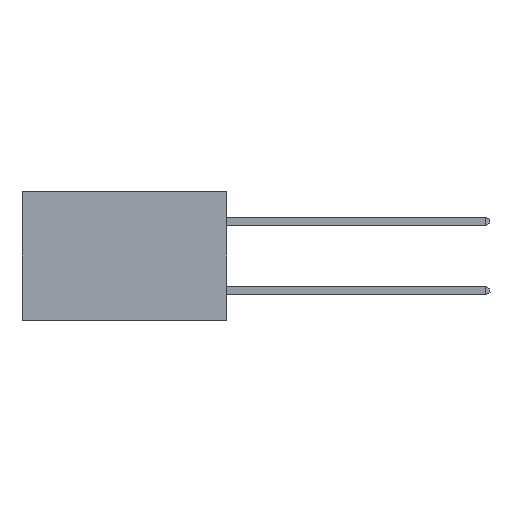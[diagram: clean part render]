
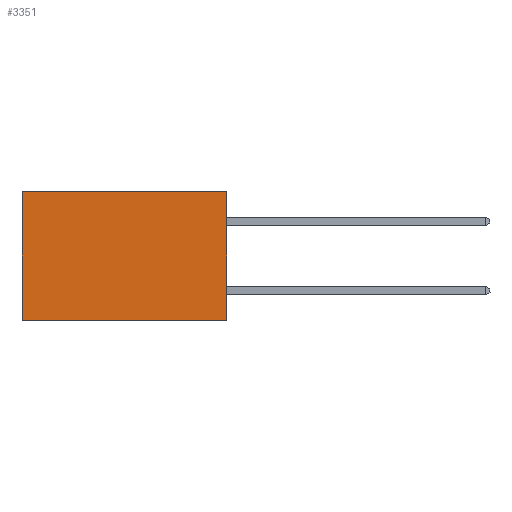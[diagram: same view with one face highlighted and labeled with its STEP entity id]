
A CAD part, left-side view. The second image highlights one B-rep face of the part: STEP entity #3351.
In plain terms, the highlighted planar face has unit normal (-1, 0, 0).
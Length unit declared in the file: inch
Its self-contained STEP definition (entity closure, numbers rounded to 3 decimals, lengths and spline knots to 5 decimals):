
#304 = DIRECTION ( 'NONE',  ( 0., 0., -1. ) ) ;
#344 = ORIENTED_EDGE ( 'NONE', *, *, #1254, .T. ) ;
#555 = DIRECTION ( 'NONE',  ( 0., 1., 0. ) ) ;
#600 = CARTESIAN_POINT ( 'NONE',  ( 0.277, 0., 0. ) ) ;
#672 = ORIENTED_EDGE ( 'NONE', *, *, #1035, .T. ) ;
#1035 = EDGE_CURVE ( 'NONE', #9631, #2496, #8629, .T. ) ;
#1208 = EDGE_CURVE ( 'NONE', #2416, #1497, #1873, .T. ) ;
#1254 = EDGE_CURVE ( 'NONE', #2496, #1497, #7418, .T. ) ;
#1497 = VERTEX_POINT ( 'NONE', #9832 ) ;
#1730 = FACE_OUTER_BOUND ( 'NONE', #6807, .T. ) ;
#1873 = LINE ( 'NONE', #9995, #3977 ) ;
#2077 = VECTOR ( 'NONE', #4722, 39.37008 ) ;
#2184 = CARTESIAN_POINT ( 'NONE',  ( 0.277, 0.59, 0. ) ) ;
#2416 = VERTEX_POINT ( 'NONE', #3587 ) ;
#2496 = VERTEX_POINT ( 'NONE', #2184 ) ;
#2737 = ORIENTED_EDGE ( 'NONE', *, *, #1208, .F. ) ;
#2861 = VECTOR ( 'NONE', #555, 39.37008 ) ;
#3351 = ADVANCED_FACE ( 'NONE', ( #1730 ), #9451, .F. ) ;
#3587 = CARTESIAN_POINT ( 'NONE',  ( 0.277, 0., -0.37 ) ) ;
#3977 = VECTOR ( 'NONE', #5534, 39.37008 ) ;
#4418 = LINE ( 'NONE', #8897, #2077 ) ;
#4722 = DIRECTION ( 'NONE',  ( 0., 0., -1. ) ) ;
#4998 = ORIENTED_EDGE ( 'NONE', *, *, #9610, .F. ) ;
#5450 = CARTESIAN_POINT ( 'NONE',  ( 0.277, 0., 0. ) ) ;
#5534 = DIRECTION ( 'NONE',  ( 0., 1., 0. ) ) ;
#6807 = EDGE_LOOP ( 'NONE', ( #344, #2737, #4998, #672 ) ) ;
#7211 = VECTOR ( 'NONE', #304, 39.37008 ) ;
#7418 = LINE ( 'NONE', #7934, #7211 ) ;
#7644 = AXIS2_PLACEMENT_3D ( 'NONE', #9738, #9316, #9363 ) ;
#7934 = CARTESIAN_POINT ( 'NONE',  ( 0.277, 0.59, -0.37 ) ) ;
#8629 = LINE ( 'NONE', #600, #2861 ) ;
#8897 = CARTESIAN_POINT ( 'NONE',  ( 0.277, 0., -0.37 ) ) ;
#9316 = DIRECTION ( 'NONE',  ( 1., 0., 0. ) ) ;
#9363 = DIRECTION ( 'NONE',  ( 0., 0., -1. ) ) ;
#9451 = PLANE ( 'NONE',  #7644 ) ;
#9610 = EDGE_CURVE ( 'NONE', #9631, #2416, #4418, .T. ) ;
#9631 = VERTEX_POINT ( 'NONE', #5450 ) ;
#9738 = CARTESIAN_POINT ( 'NONE',  ( 0.277, 0., -0.37 ) ) ;
#9832 = CARTESIAN_POINT ( 'NONE',  ( 0.277, 0.59, -0.37 ) ) ;
#9995 = CARTESIAN_POINT ( 'NONE',  ( 0.277, 0., -0.37 ) ) ;
